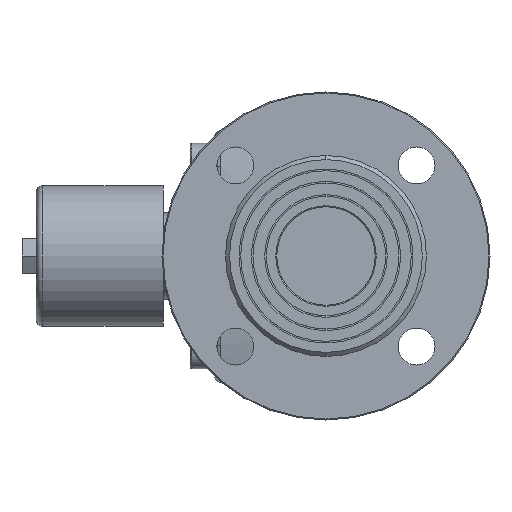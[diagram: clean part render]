
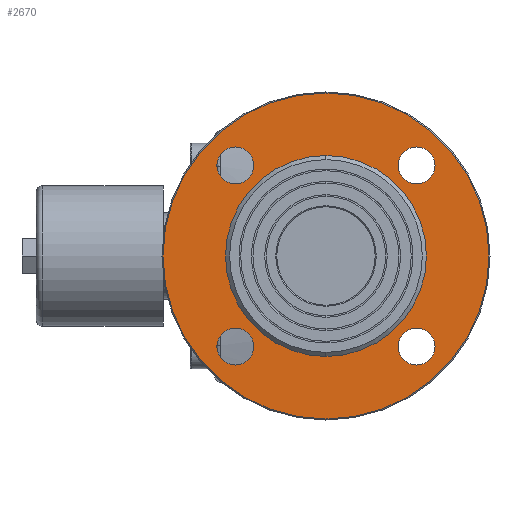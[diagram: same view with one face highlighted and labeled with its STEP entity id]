
A CAD part, left-side view. The second image highlights one B-rep face of the part: STEP entity #2670.
In plain terms, the highlighted planar face has unit normal (-1, 0, 0).
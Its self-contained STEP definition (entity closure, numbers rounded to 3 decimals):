
#25 = CIRCLE ( 'NONE', #524, 9. ) ;
#271 = EDGE_CURVE ( 'NONE', #692, #11661, #12205, .T. ) ;
#408 = FACE_BOUND ( 'NONE', #2472, .T. ) ;
#477 = AXIS2_PLACEMENT_3D ( 'NONE', #8481, #2218, #9587 ) ;
#524 = AXIS2_PLACEMENT_3D ( 'NONE', #9897, #3535, #10982 ) ;
#559 = CARTESIAN_POINT ( 'NONE',  ( 2., 49., 0. ) ) ;
#626 = ORIENTED_EDGE ( 'NONE', *, *, #1723, .T. ) ;
#660 = VERTEX_POINT ( 'NONE', #11251 ) ;
#692 = VERTEX_POINT ( 'NONE', #1012 ) ;
#708 = EDGE_LOOP ( 'NONE', ( #8888, #626 ) ) ;
#942 = CARTESIAN_POINT ( 'NONE',  ( 2., 0., 49. ) ) ;
#1012 = CARTESIAN_POINT ( 'NONE',  ( 2., 0., -79.5 ) ) ;
#1190 = ORIENTED_EDGE ( 'NONE', *, *, #11187, .T. ) ;
#1368 = EDGE_CURVE ( 'NONE', #13609, #7130, #9467, .T. ) ;
#1723 = EDGE_CURVE ( 'NONE', #660, #13582, #11350, .T. ) ;
#2042 = DIRECTION ( 'NONE',  ( 0., 0., 1. ) ) ;
#2112 = EDGE_CURVE ( 'NONE', #7130, #13609, #6741, .T. ) ;
#2150 = DIRECTION ( 'NONE',  ( 1., 0., 0. ) ) ;
#2184 = CARTESIAN_POINT ( 'NONE',  ( 2., -44.194, -53.194 ) ) ;
#2218 = DIRECTION ( 'NONE',  ( 1., 0., 0. ) ) ;
#2239 = CIRCLE ( 'NONE', #7798, 9. ) ;
#2426 = ORIENTED_EDGE ( 'NONE', *, *, #5560, .F. ) ;
#2472 = EDGE_LOOP ( 'NONE', ( #8100, #4576 ) ) ;
#2520 = VERTEX_POINT ( 'NONE', #4198 ) ;
#2670 = ADVANCED_FACE ( 'NONE', ( #408, #4680, #5960, #9442, #10290, #4919 ), #5663, .F. ) ;
#2706 = DIRECTION ( 'NONE',  ( -1., 0., 0. ) ) ;
#2755 = CIRCLE ( 'NONE', #8059, 49. ) ;
#2950 = CARTESIAN_POINT ( 'NONE',  ( 2., -44.194, 44.194 ) ) ;
#3097 = CARTESIAN_POINT ( 'NONE',  ( 2., -44.194, 35.194 ) ) ;
#3275 = EDGE_LOOP ( 'NONE', ( #13696, #2426 ) ) ;
#3526 = DIRECTION ( 'NONE',  ( -1., 0., 0. ) ) ;
#3535 = DIRECTION ( 'NONE',  ( 1., 0., 0. ) ) ;
#3663 = DIRECTION ( 'NONE',  ( 1., 0., 0. ) ) ;
#3693 = CARTESIAN_POINT ( 'NONE',  ( 2., 44.194, 35.194 ) ) ;
#3900 = DIRECTION ( 'NONE',  ( 1., 0., 0. ) ) ;
#3952 = CARTESIAN_POINT ( 'NONE',  ( 2., -44.194, -44.194 ) ) ;
#3965 = DIRECTION ( 'NONE',  ( 0., 0., -1. ) ) ;
#3978 = CIRCLE ( 'NONE', #11150, 9. ) ;
#3998 = AXIS2_PLACEMENT_3D ( 'NONE', #8999, #2706, #10092 ) ;
#4041 = CARTESIAN_POINT ( 'NONE',  ( 2., 0., 0. ) ) ;
#4198 = CARTESIAN_POINT ( 'NONE',  ( 2., 0., -49. ) ) ;
#4562 = EDGE_CURVE ( 'NONE', #13282, #11934, #2239, .T. ) ;
#4576 = ORIENTED_EDGE ( 'NONE', *, *, #1368, .T. ) ;
#4680 = FACE_BOUND ( 'NONE', #708, .T. ) ;
#4797 = CARTESIAN_POINT ( 'NONE',  ( 2., 44.194, -53.194 ) ) ;
#4880 = AXIS2_PLACEMENT_3D ( 'NONE', #12483, #6043, #13544 ) ;
#4919 = FACE_OUTER_BOUND ( 'NONE', #13084, .T. ) ;
#4935 = DIRECTION ( 'NONE',  ( 1., 0., 0. ) ) ;
#4994 = DIRECTION ( 'NONE',  ( 0., 0., -1. ) ) ;
#5083 = DIRECTION ( 'NONE',  ( 0., 0., 1. ) ) ;
#5167 = EDGE_LOOP ( 'NONE', ( #10120, #7269 ) ) ;
#5560 = EDGE_CURVE ( 'NONE', #8116, #2520, #7103, .T. ) ;
#5663 = PLANE ( 'NONE',  #6911 ) ;
#5960 = FACE_BOUND ( 'NONE', #5167, .T. ) ;
#6043 = DIRECTION ( 'NONE',  ( 1., 0., 0. ) ) ;
#6104 = AXIS2_PLACEMENT_3D ( 'NONE', #2950, #10367, #3965 ) ;
#6285 = ORIENTED_EDGE ( 'NONE', *, *, #12918, .T. ) ;
#6549 = AXIS2_PLACEMENT_3D ( 'NONE', #3952, #11428, #4994 ) ;
#6741 = CIRCLE ( 'NONE', #477, 9. ) ;
#6911 = AXIS2_PLACEMENT_3D ( 'NONE', #559, #3663, #11109 ) ;
#7065 = CIRCLE ( 'NONE', #3998, 79.5 ) ;
#7103 = CIRCLE ( 'NONE', #9631, 49. ) ;
#7130 = VERTEX_POINT ( 'NONE', #3097 ) ;
#7269 = ORIENTED_EDGE ( 'NONE', *, *, #11117, .T. ) ;
#7325 = EDGE_CURVE ( 'NONE', #2520, #8116, #2755, .T. ) ;
#7411 = CARTESIAN_POINT ( 'NONE',  ( 2., -44.194, 53.194 ) ) ;
#7418 = AXIS2_PLACEMENT_3D ( 'NONE', #8408, #2150, #9523 ) ;
#7779 = CIRCLE ( 'NONE', #7418, 9. ) ;
#7798 = AXIS2_PLACEMENT_3D ( 'NONE', #10291, #3900, #11365 ) ;
#8019 = CARTESIAN_POINT ( 'NONE',  ( 2., 44.194, -35.194 ) ) ;
#8059 = AXIS2_PLACEMENT_3D ( 'NONE', #9887, #3526, #10972 ) ;
#8100 = ORIENTED_EDGE ( 'NONE', *, *, #2112, .T. ) ;
#8116 = VERTEX_POINT ( 'NONE', #942 ) ;
#8306 = CARTESIAN_POINT ( 'NONE',  ( 2., 0., 0. ) ) ;
#8381 = DIRECTION ( 'NONE',  ( -1., 0., 0. ) ) ;
#8390 = CARTESIAN_POINT ( 'NONE',  ( 2., 44.194, 53.194 ) ) ;
#8408 = CARTESIAN_POINT ( 'NONE',  ( 2., 44.194, 44.194 ) ) ;
#8481 = CARTESIAN_POINT ( 'NONE',  ( 2., -44.194, 44.194 ) ) ;
#8620 = ORIENTED_EDGE ( 'NONE', *, *, #10954, .T. ) ;
#8888 = ORIENTED_EDGE ( 'NONE', *, *, #8890, .T. ) ;
#8890 = EDGE_CURVE ( 'NONE', #13582, #660, #25, .T. ) ;
#8999 = CARTESIAN_POINT ( 'NONE',  ( 2., 0., 0. ) ) ;
#9442 = FACE_BOUND ( 'NONE', #10617, .T. ) ;
#9467 = CIRCLE ( 'NONE', #6104, 9. ) ;
#9523 = DIRECTION ( 'NONE',  ( 0., 0., -1. ) ) ;
#9587 = DIRECTION ( 'NONE',  ( 0., 0., -1. ) ) ;
#9631 = AXIS2_PLACEMENT_3D ( 'NONE', #4041, #11519, #5083 ) ;
#9675 = VERTEX_POINT ( 'NONE', #8390 ) ;
#9887 = CARTESIAN_POINT ( 'NONE',  ( 2., 0., 0. ) ) ;
#9897 = CARTESIAN_POINT ( 'NONE',  ( 2., -44.194, -44.194 ) ) ;
#10092 = DIRECTION ( 'NONE',  ( 0., 0., 1. ) ) ;
#10120 = ORIENTED_EDGE ( 'NONE', *, *, #4562, .T. ) ;
#10290 = FACE_BOUND ( 'NONE', #3275, .T. ) ;
#10291 = CARTESIAN_POINT ( 'NONE',  ( 2., 44.194, -44.194 ) ) ;
#10367 = DIRECTION ( 'NONE',  ( 1., 0., 0. ) ) ;
#10617 = EDGE_LOOP ( 'NONE', ( #6285, #1190 ) ) ;
#10668 = AXIS2_PLACEMENT_3D ( 'NONE', #8306, #8381, #2042 ) ;
#10954 = EDGE_CURVE ( 'NONE', #11661, #692, #7065, .T. ) ;
#10972 = DIRECTION ( 'NONE',  ( 0., 0., 1. ) ) ;
#10982 = DIRECTION ( 'NONE',  ( 0., 0., -1. ) ) ;
#11109 = DIRECTION ( 'NONE',  ( 0., 0., -1. ) ) ;
#11117 = EDGE_CURVE ( 'NONE', #11934, #13282, #3978, .T. ) ;
#11150 = AXIS2_PLACEMENT_3D ( 'NONE', #11364, #4935, #12435 ) ;
#11187 = EDGE_CURVE ( 'NONE', #9675, #11909, #7779, .T. ) ;
#11251 = CARTESIAN_POINT ( 'NONE',  ( 2., -44.194, -35.194 ) ) ;
#11349 = CARTESIAN_POINT ( 'NONE',  ( 2., 0., 79.5 ) ) ;
#11350 = CIRCLE ( 'NONE', #6549, 9. ) ;
#11364 = CARTESIAN_POINT ( 'NONE',  ( 2., 44.194, -44.194 ) ) ;
#11365 = DIRECTION ( 'NONE',  ( 0., 0., -1. ) ) ;
#11407 = CIRCLE ( 'NONE', #4880, 9. ) ;
#11428 = DIRECTION ( 'NONE',  ( 1., 0., 0. ) ) ;
#11519 = DIRECTION ( 'NONE',  ( -1., 0., 0. ) ) ;
#11661 = VERTEX_POINT ( 'NONE', #11349 ) ;
#11909 = VERTEX_POINT ( 'NONE', #3693 ) ;
#11934 = VERTEX_POINT ( 'NONE', #8019 ) ;
#12205 = CIRCLE ( 'NONE', #10668, 79.5 ) ;
#12318 = ORIENTED_EDGE ( 'NONE', *, *, #271, .T. ) ;
#12435 = DIRECTION ( 'NONE',  ( 0., 0., -1. ) ) ;
#12483 = CARTESIAN_POINT ( 'NONE',  ( 2., 44.194, 44.194 ) ) ;
#12918 = EDGE_CURVE ( 'NONE', #11909, #9675, #11407, .T. ) ;
#13084 = EDGE_LOOP ( 'NONE', ( #12318, #8620 ) ) ;
#13282 = VERTEX_POINT ( 'NONE', #4797 ) ;
#13544 = DIRECTION ( 'NONE',  ( 0., 0., -1. ) ) ;
#13582 = VERTEX_POINT ( 'NONE', #2184 ) ;
#13609 = VERTEX_POINT ( 'NONE', #7411 ) ;
#13696 = ORIENTED_EDGE ( 'NONE', *, *, #7325, .F. ) ;
